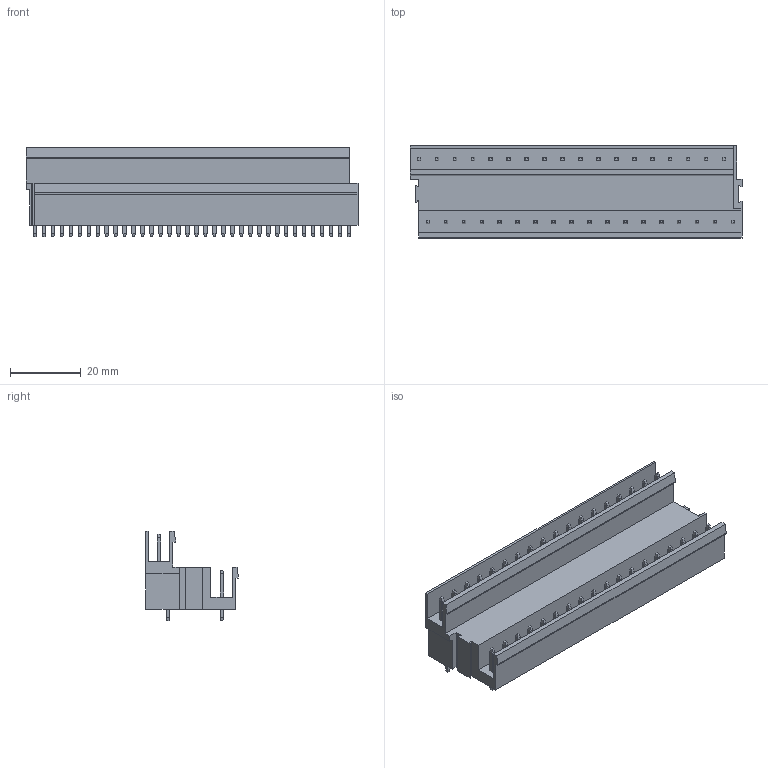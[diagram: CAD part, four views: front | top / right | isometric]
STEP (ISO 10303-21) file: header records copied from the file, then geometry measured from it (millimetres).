
FILE_DESCRIPTION(('CATIA V5 STEP Exchange','CAx-IF Rec.Pracs.--- Model Styling and Organization---1.2---2011-12-15'),'2;1');
FILE_NAME ('D1454968_0_1725810000_1725810000.stp','2018-11-10T04:47:13+00:00',('none'),('Weidmueller'),'CATIA Version 5-6 Release 2014','CATIA V5 STEP AP214','none');
FILE_SCHEMA(('AUTOMOTIVE_DESIGN { 1 0 10303 214 1 1 1 1 }'));
Length unit declared in the file: millimetre
Products named in the file (1): 1725810000
Bounding box: 93.98 x 26.28 x 25.36 mm (x, y, z)
Volume: 26314.8 mm3; surface area: 16779.7 mm2
Topology: 37 solids, 37 shells, 983 faces, 2439 edges, 1530 vertices
Faces by surface type: plane 839, cylinder 144
Entity records: 25176 total; most frequent: ORIENTED_EDGE 4878, CARTESIAN_POINT 4619, DIRECTION 2873, EDGE_CURVE 2439, VECTOR 1863, LINE 1863, VERTEX_POINT 1530, EDGE_LOOP 1055
